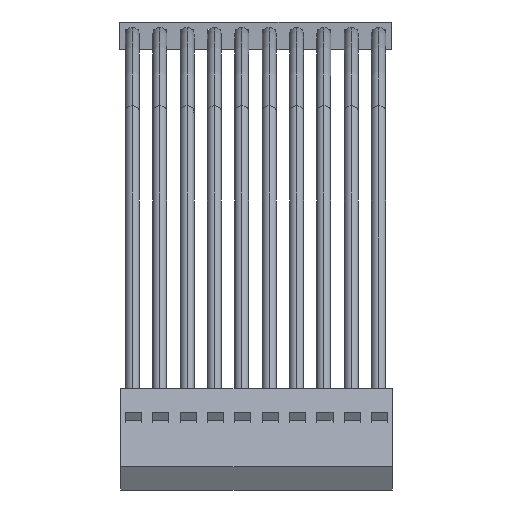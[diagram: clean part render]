
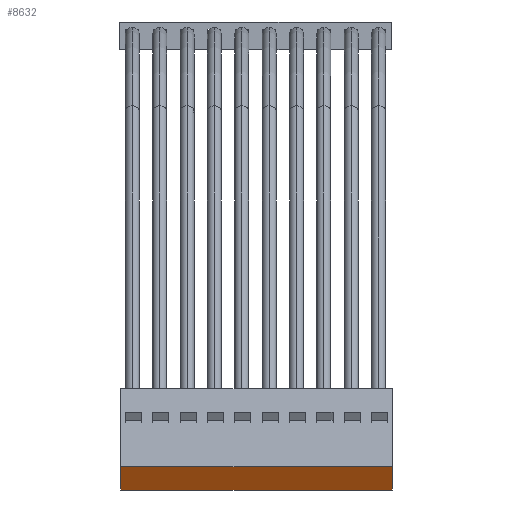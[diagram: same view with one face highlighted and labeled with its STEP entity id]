
A CAD part, top view. The second image highlights one B-rep face of the part: STEP entity #8632.
In plain terms, the highlighted planar face has unit normal (0, -0.518, 0.856).
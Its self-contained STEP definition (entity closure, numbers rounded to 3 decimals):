
#47 = VECTOR ( 'NONE', #125, 1000. ) ;
#116 = CARTESIAN_POINT ( 'NONE',  ( 12.7, -40.259, 155.031 ) ) ;
#125 = DIRECTION ( 'NONE',  ( 0., -0.855, -0.518 ) ) ;
#328 = VECTOR ( 'NONE', #7511, 1000. ) ;
#1331 = EDGE_CURVE ( 'NONE', #3028, #8062, #9703, .T. ) ;
#1725 = DIRECTION ( 'NONE',  ( 0., -0.518, 0.855 ) ) ;
#1813 = EDGE_LOOP ( 'NONE', ( #2597, #5614, #5508, #3977 ) ) ;
#2055 = VECTOR ( 'NONE', #2065, 1000. ) ;
#2065 = DIRECTION ( 'NONE',  ( -1., 0., 0. ) ) ;
#2094 = VECTOR ( 'NONE', #7259, 1000. ) ;
#2337 = CARTESIAN_POINT ( 'NONE',  ( -12.5, -40.259, 155.031 ) ) ;
#2470 = CARTESIAN_POINT ( 'NONE',  ( 0., -79.478, 131.289 ) ) ;
#2577 = DIRECTION ( 'NONE',  ( 0., -0.855, -0.518 ) ) ;
#2597 = ORIENTED_EDGE ( 'NONE', *, *, #6665, .T. ) ;
#3028 = VERTEX_POINT ( 'NONE', #9771 ) ;
#3099 = EDGE_CURVE ( 'NONE', #9224, #3028, #4073, .T. ) ;
#3495 = CARTESIAN_POINT ( 'NONE',  ( -12.5, -40.259, 155.031 ) ) ;
#3672 = EDGE_CURVE ( 'NONE', #6304, #9224, #7555, .T. ) ;
#3977 = ORIENTED_EDGE ( 'NONE', *, *, #1331, .T. ) ;
#4073 = LINE ( 'NONE', #116, #2094 ) ;
#4397 = CARTESIAN_POINT ( 'NONE',  ( -12.5, -42.432, 153.715 ) ) ;
#5508 = ORIENTED_EDGE ( 'NONE', *, *, #3099, .T. ) ;
#5581 = LINE ( 'NONE', #7113, #47 ) ;
#5614 = ORIENTED_EDGE ( 'NONE', *, *, #3672, .T. ) ;
#6304 = VERTEX_POINT ( 'NONE', #4397 ) ;
#6391 = CARTESIAN_POINT ( 'NONE',  ( 12.7, -42.432, 153.715 ) ) ;
#6665 = EDGE_CURVE ( 'NONE', #8062, #6304, #5581, .T. ) ;
#7085 = FACE_OUTER_BOUND ( 'NONE', #1813, .T. ) ;
#7113 = CARTESIAN_POINT ( 'NONE',  ( -12.5, -40.259, 155.031 ) ) ;
#7259 = DIRECTION ( 'NONE',  ( 0., 0.855, 0.518 ) ) ;
#7465 = CARTESIAN_POINT ( 'NONE',  ( -12.5, -42.432, 153.715 ) ) ;
#7511 = DIRECTION ( 'NONE',  ( 1., 0., 0. ) ) ;
#7555 = LINE ( 'NONE', #7465, #328 ) ;
#8062 = VERTEX_POINT ( 'NONE', #2337 ) ;
#8632 = ADVANCED_FACE ( 'NONE', ( #7085 ), #9392, .T. ) ;
#9224 = VERTEX_POINT ( 'NONE', #6391 ) ;
#9392 = PLANE ( 'NONE',  #9655 ) ;
#9655 = AXIS2_PLACEMENT_3D ( 'NONE', #2470, #1725, #2577 ) ;
#9703 = LINE ( 'NONE', #3495, #2055 ) ;
#9771 = CARTESIAN_POINT ( 'NONE',  ( 12.7, -40.259, 155.031 ) ) ;
